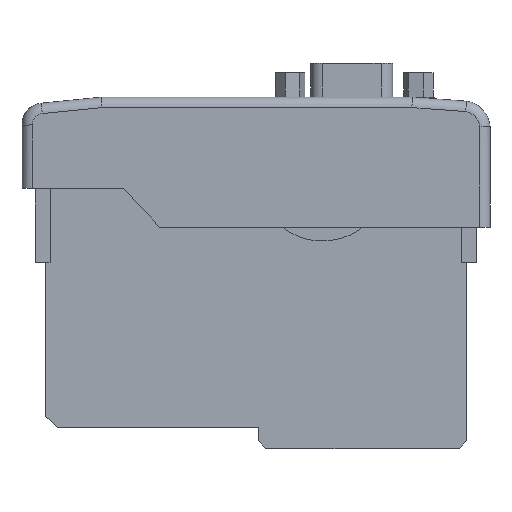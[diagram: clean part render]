
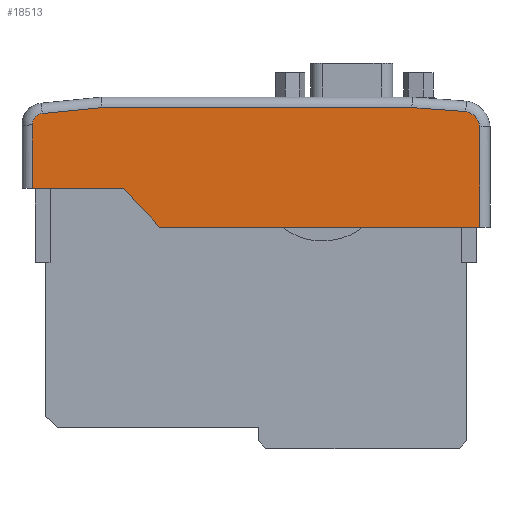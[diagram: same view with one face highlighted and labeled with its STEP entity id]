
A CAD part, left-side view. The second image highlights one B-rep face of the part: STEP entity #18513.
In plain terms, the highlighted planar face has unit normal (-1, 0, 0).
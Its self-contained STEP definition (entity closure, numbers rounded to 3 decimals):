
#13916 = VERTEX_POINT ( 'NONE', #24552 ) ;
#13924 = VERTEX_POINT ( 'NONE', #24546 ) ;
#14057 = EDGE_CURVE ( 'NONE', #13916, #13924, #24574, .T. ) ;
#15152 = VERTEX_POINT ( 'NONE', #26559 ) ;
#15153 = VERTEX_POINT ( 'NONE', #26579 ) ;
#15158 = EDGE_CURVE ( 'NONE', #15153, #15152, #26633, .T. ) ;
#18485 = EDGE_CURVE ( 'NONE', #15152, #13916, #30645, .T. ) ;
#18496 = EDGE_LOOP ( 'NONE', ( #18501, #18504, #22538, #18534, #18535, #18526, #18522, #18550, #18536, #18538 ) ) ;
#18499 = VERTEX_POINT ( 'NONE', #30669 ) ;
#18501 = ORIENTED_EDGE ( 'NONE', *, *, #14057, .T. ) ;
#18504 = ORIENTED_EDGE ( 'NONE', *, *, #18511, .T. ) ;
#18511 = EDGE_CURVE ( 'NONE', #13924, #18499, #30724, .T. ) ;
#18513 = ADVANCED_FACE ( 'NONE', ( #30715 ), #30754, .F. ) ;
#18522 = ORIENTED_EDGE ( 'NONE', *, *, #18523, .T. ) ;
#18523 = EDGE_CURVE ( 'NONE', #18529, #18524, #30800, .T. ) ;
#18524 = VERTEX_POINT ( 'NONE', #30795 ) ;
#18525 = VERTEX_POINT ( 'NONE', #30794 ) ;
#18526 = ORIENTED_EDGE ( 'NONE', *, *, #18527, .T. ) ;
#18527 = EDGE_CURVE ( 'NONE', #18525, #18529, #30793, .T. ) ;
#18529 = VERTEX_POINT ( 'NONE', #30783 ) ;
#18530 = VERTEX_POINT ( 'NONE', #30782 ) ;
#18532 = EDGE_CURVE ( 'NONE', #18537, #18530, #30781, .T. ) ;
#18533 = EDGE_CURVE ( 'NONE', #18530, #18525, #30776, .T. ) ;
#18534 = ORIENTED_EDGE ( 'NONE', *, *, #18532, .T. ) ;
#18535 = ORIENTED_EDGE ( 'NONE', *, *, #18533, .T. ) ;
#18536 = ORIENTED_EDGE ( 'NONE', *, *, #15158, .T. ) ;
#18537 = VERTEX_POINT ( 'NONE', #30772 ) ;
#18538 = ORIENTED_EDGE ( 'NONE', *, *, #18485, .T. ) ;
#18544 = EDGE_CURVE ( 'NONE', #18499, #18537, #30825, .T. ) ;
#18550 = ORIENTED_EDGE ( 'NONE', *, *, #18554, .T. ) ;
#18554 = EDGE_CURVE ( 'NONE', #18524, #15153, #30843, .T. ) ;
#22538 = ORIENTED_EDGE ( 'NONE', *, *, #18544, .T. ) ;
#24546 = CARTESIAN_POINT ( 'NONE',  ( 0.5, -38.527, -19.886 ) ) ;
#24552 = CARTESIAN_POINT ( 'NONE',  ( 0.5, 22.973, -19.886 ) ) ;
#24571 = DIRECTION ( 'NONE',  ( 0., -1., 0. ) ) ;
#24572 = VECTOR ( 'NONE', #24571, 1000. ) ;
#24573 = CARTESIAN_POINT ( 'NONE',  ( 0.5, -40.527, -19.886 ) ) ;
#24574 = LINE ( 'NONE', #24573, #24572 ) ;
#26559 = CARTESIAN_POINT ( 'NONE',  ( 0.5, 29.973, -12.386 ) ) ;
#26579 = CARTESIAN_POINT ( 'NONE',  ( 0.5, 47.473, -12.386 ) ) ;
#26630 = DIRECTION ( 'NONE',  ( 0., -1., 0. ) ) ;
#26631 = VECTOR ( 'NONE', #26630, 1000. ) ;
#26632 = CARTESIAN_POINT ( 'NONE',  ( 0.5, 29.973, -12.386 ) ) ;
#26633 = LINE ( 'NONE', #26632, #26631 ) ;
#30642 = DIRECTION ( 'NONE',  ( 0., -0.682, -0.731 ) ) ;
#30643 = VECTOR ( 'NONE', #30642, 1000. ) ;
#30644 = CARTESIAN_POINT ( 'NONE',  ( 0.5, 22.973, -19.886 ) ) ;
#30645 = LINE ( 'NONE', #30644, #30643 ) ;
#30669 = CARTESIAN_POINT ( 'NONE',  ( 0.5, -38.527, -0.55 ) ) ;
#30715 = FACE_OUTER_BOUND ( 'NONE', #18496, .T. ) ;
#30721 = DIRECTION ( 'NONE',  ( 0., 0., 1. ) ) ;
#30722 = VECTOR ( 'NONE', #30721, 1000. ) ;
#30723 = CARTESIAN_POINT ( 'NONE',  ( 0.5, -38.527, -0.463 ) ) ;
#30724 = LINE ( 'NONE', #30723, #30722 ) ;
#30750 = DIRECTION ( 'NONE',  ( 0., 0., -1. ) ) ;
#30751 = DIRECTION ( 'NONE',  ( 1., 0., 0. ) ) ;
#30752 = CARTESIAN_POINT ( 'NONE',  ( 0.5, -35.258, -0.876 ) ) ;
#30753 = AXIS2_PLACEMENT_3D ( 'NONE', #30752, #30751, #30750 ) ;
#30754 = PLANE ( 'NONE',  #30753 ) ;
#30772 = CARTESIAN_POINT ( 'NONE',  ( 0.5, -35.822, 2.36 ) ) ;
#30773 = DIRECTION ( 'NONE',  ( 0., 1., 0. ) ) ;
#30774 = VECTOR ( 'NONE', #30773, 1000. ) ;
#30775 = CARTESIAN_POINT ( 'NONE',  ( 0.5, 34.27, 3.114 ) ) ;
#30776 = LINE ( 'NONE', #30775, #30774 ) ;
#30778 = DIRECTION ( 'NONE',  ( 0., 0.997, 0.073 ) ) ;
#30779 = VECTOR ( 'NONE', #30778, 1000. ) ;
#30780 = CARTESIAN_POINT ( 'NONE',  ( 0.5, -35.496, 2.384 ) ) ;
#30781 = LINE ( 'NONE', #30780, #30779 ) ;
#30782 = CARTESIAN_POINT ( 'NONE',  ( 0.5, -25.509, 3.114 ) ) ;
#30783 = CARTESIAN_POINT ( 'NONE',  ( 0.5, 45.569, 1.973 ) ) ;
#30789 = DIRECTION ( 'NONE',  ( 0., 0.995, -0.1 ) ) ;
#30790 = VECTOR ( 'NONE', #30789, 1000. ) ;
#30792 = CARTESIAN_POINT ( 'NONE',  ( 0.5, 45.569, 1.973 ) ) ;
#30793 = LINE ( 'NONE', #30792, #30790 ) ;
#30794 = CARTESIAN_POINT ( 'NONE',  ( 0.5, 34.17, 3.114 ) ) ;
#30795 = CARTESIAN_POINT ( 'NONE',  ( 0.5, 47.473, -0.213 ) ) ;
#30796 = DIRECTION ( 'NONE',  ( 0., 0., -1. ) ) ;
#30797 = DIRECTION ( 'NONE',  ( -1., 0., 0. ) ) ;
#30798 = CARTESIAN_POINT ( 'NONE',  ( 0.5, 45.358, -0.133 ) ) ;
#30799 = AXIS2_PLACEMENT_3D ( 'NONE', #30798, #30797, #30796 ) ;
#30800 = CIRCLE ( 'NONE', #30799, 2.116 ) ;
#30814 = DIRECTION ( 'NONE',  ( 0., 0., -1. ) ) ;
#30815 = DIRECTION ( 'NONE',  ( -1., 0., 0. ) ) ;
#30816 = CARTESIAN_POINT ( 'NONE',  ( 0.5, -35.258, -0.876 ) ) ;
#30817 = AXIS2_PLACEMENT_3D ( 'NONE', #30816, #30815, #30814 ) ;
#30825 = CIRCLE ( 'NONE', #30817, 3.285 ) ;
#30841 = VECTOR ( 'NONE', #30878, 1000. ) ;
#30842 = CARTESIAN_POINT ( 'NONE',  ( 0.5, 47.473, -12.386 ) ) ;
#30843 = LINE ( 'NONE', #30842, #30841 ) ;
#30878 = DIRECTION ( 'NONE',  ( 0., 0., -1. ) ) ;
